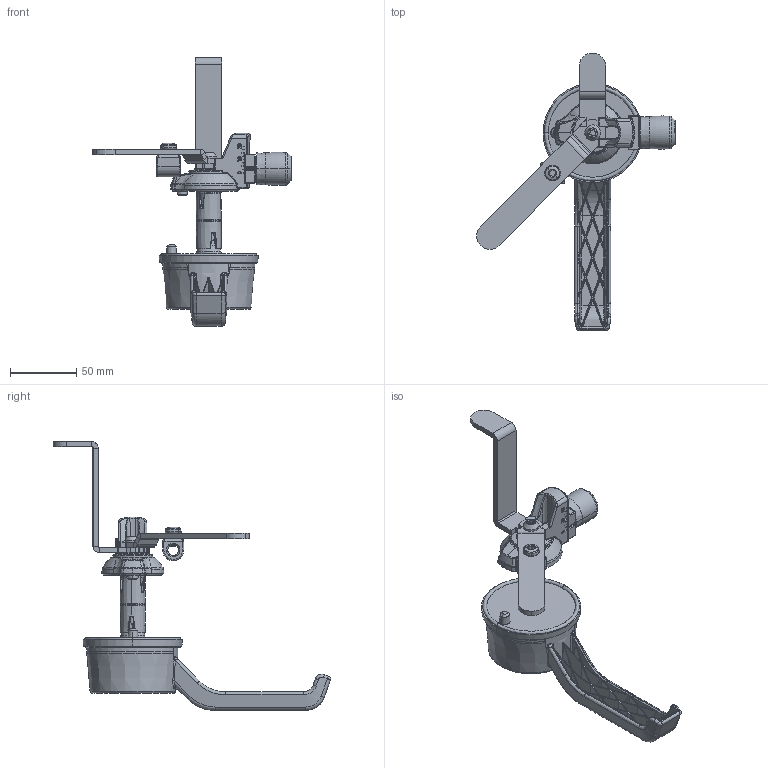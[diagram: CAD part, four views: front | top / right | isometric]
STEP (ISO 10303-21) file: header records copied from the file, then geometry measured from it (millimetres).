
FILE_DESCRIPTION (( 'STEP AP214' ), '1' );
FILE_NAME ('s all attatchments.STEP', '2025-03-11T15:02:54', ( '' ), ( '' ), 'SwSTEP 2.0', 'SolidWorks 2023', '' );
FILE_SCHEMA (( 'AUTOMOTIVE_DESIGN' ));
Length unit declared in the file: millimetre
Products named in the file (26): 297001; 00197208; s all attatchments; 00017690_012140-25; 00015265; 00014927; 00015164_2651-901025; 00015163_8-1458-07-1; 275020-9-1; 26507624-1-1; 00197851; 00197654; 2321s07-r02-1-11; 012154-10; 26507624-1-3; 00200078; 00015161; 00200128; 00016198; 00016528; 00016690_8-1458-07; 26507624-1; 00014921_8-1458-07-2; 00088231_265115-002050; 00087918_265111-103050; 26507624-1-2
Assembly tree (27 placements, depth 4):
  s all attatchments
    00200078
      00197208
      00197851
      26507624-1
        26507624-1-1
        26507624-1-3
        26507624-1-2
    00015164_2651-901025
    00016198
      00015161
      2321s07-r02-1-11
      012154-10
    00016690_8-1458-07
      00015163_8-1458-07-1
      00014921_8-1458-07-2
      00014927
      00016528
      275020-9-1
    00200128
      00197654
      00087918_265111-103050
      297001  x2
      00015265
      00088231_265115-002050  x2
    00017690_012140-25
Bounding box: 149.8 x 209.44 x 203 mm (x, y, z)
Volume: 150421.8 mm3; surface area: 116886.6 mm2
Topology: 24 solids, 26 shells, 4839 faces, 11470 edges, 6633 vertices
Faces by surface type: bspline 1405, cone 1033, cylinder 897, plane 789, torus 555, sphere 160
Entity records: 168430 total; most frequent: CARTESIAN_POINT 74727, ORIENTED_EDGE 20934, DIRECTION 17783, EDGE_CURVE 10467, AXIS2_PLACEMENT_3D 7360, VERTEX_POINT 6117, EDGE_LOOP 4596, ADVANCED_FACE 4477
